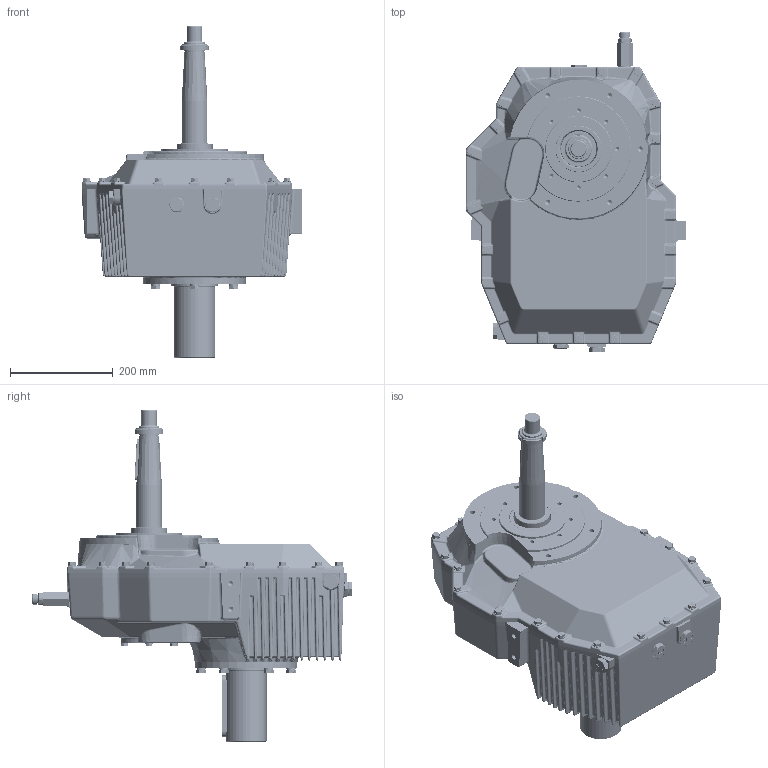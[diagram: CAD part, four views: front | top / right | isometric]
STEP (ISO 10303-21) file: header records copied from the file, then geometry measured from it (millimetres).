
FILE_DESCRIPTION (( 'STEP AP214' ), '1' );
FILE_NAME ('PX1029047A.STEP', '2017-08-29T12:42:37', ( 'utente' ), ( 'Hewlett-Packard Company' ), 'SwSTEP 2.0', 'SolidWorks 2015', '' );
FILE_SCHEMA (( 'AUTOMOTIVE_DESIGN' ));
Length unit declared in the file: millimetre
Products named in the file (9): IT4620109; IT4580002_Semplice; IT4588002_rev00-installation; ITrm120-003_rev00-installation; ITrm150-017-installation; ITrm150-002-installation; ITrm150-001_A-installation; ITR06500000-installation; PX1029047A
Assembly tree (9 placements, depth 2):
  PX1029047A
    ITR06500000-installation
    ITrm150-001_A-installation
    ITrm150-002-installation
    ITrm150-017-installation
    ITrm120-003_rev00-installation
    IT4588002_rev00-installation  x2
    IT4580002_Semplice
    IT4620109
Bounding box: 430 x 624 x 646.5 mm (x, y, z)
Volume: 3680830.9 mm3; surface area: 1467794.4 mm2
Topology: 11 solids, 70 shells, 4741 faces, 11430 edges, 6889 vertices
Faces by surface type: plane 1674, cylinder 1511, bspline 853, cone 374, torus 206, sphere 123
Entity records: 222534 total; most frequent: CARTESIAN_POINT 70541, ORIENTED_EDGE 21966, DIRECTION 20351, EDGE_CURVE 10988, AXIS2_PLACEMENT_3D 7691, VERTEX_POINT 6699, LINE 4969, VECTOR 4969
